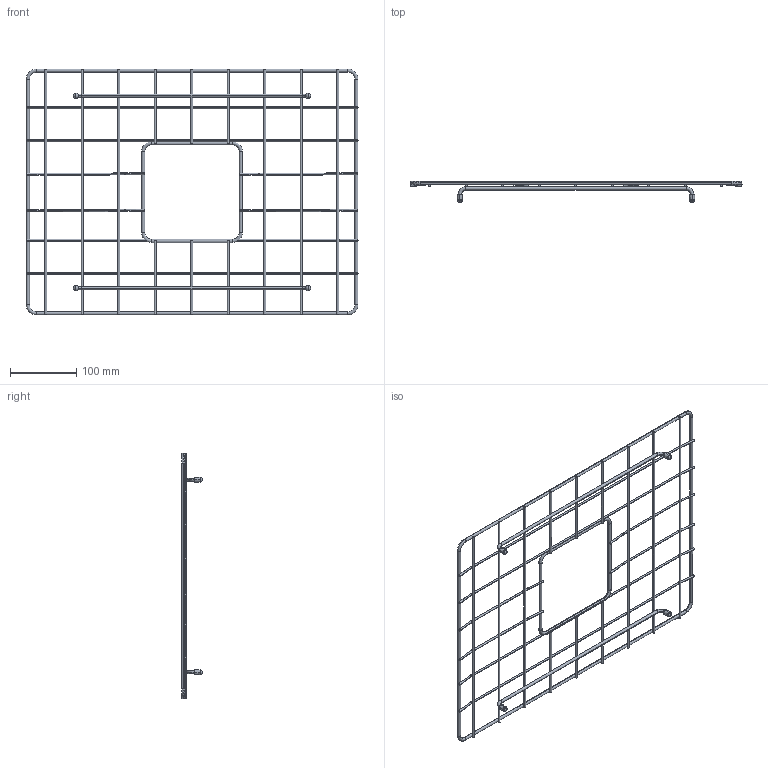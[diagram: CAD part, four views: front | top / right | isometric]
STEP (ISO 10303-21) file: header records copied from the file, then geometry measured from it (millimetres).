
FILE_DESCRIPTION((''),'2;1');
FILE_NAME('2300-2056_ASM','2021-12-17T',('timv'),(''),'CREO PARAMETRIC BY PTC INC, 2015080','CREO PARAMETRIC BY PTC INC, 2015080','');
FILE_SCHEMA(('CONFIG_CONTROL_DESIGN'));
Length unit declared in the file: millimetre
Products named in the file (9): 2300-2056-01; 2300-2056-02; 2300-2056-03; 2300-2056-05; 2300-2056-07; GL-350; GLF-100; 2300-2056-08; 2300-2056_ASM
Assembly tree (28 placements, depth 2):
  2300-2056_ASM
    2300-2056-01
    2300-2056-02
    2300-2056-03  x4
    2300-2056-05  x6
    2300-2056-07  x6
    GL-350  x2
    GLF-100  x4
    2300-2056-08  x4
Bounding box: 500.23 x 31.4 x 370.4 mm (x, y, z)
Volume: 96787.7 mm3; surface area: 101163.5 mm2
Topology: 28 solids, 28 shells, 240 faces, 436 edges, 244 vertices
Faces by surface type: cylinder 100, torus 56, plane 52, cone 24, sphere 8
Entity records: 2507 total; most frequent: DIRECTION 522, CARTESIAN_POINT 370, ORIENTED_EDGE 320, AXIS2_PLACEMENT_3D 239, EDGE_CURVE 160, CIRCLE 116, VERTEX_POINT 87, EDGE_LOOP 87
